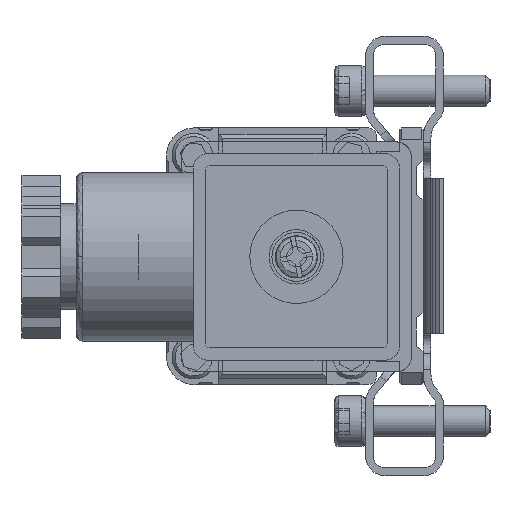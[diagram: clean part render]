
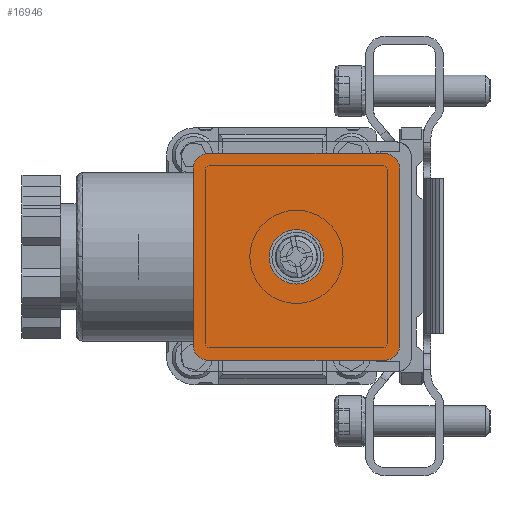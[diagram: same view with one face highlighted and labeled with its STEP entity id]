
A CAD part, left-side view. The second image highlights one B-rep face of the part: STEP entity #16946.
In plain terms, the highlighted planar face has unit normal (-1, 0, 0).
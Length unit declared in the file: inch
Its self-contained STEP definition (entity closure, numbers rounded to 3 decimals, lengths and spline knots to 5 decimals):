
#35 = EDGE_CURVE ( 'NONE', #28283, #71, #29971, .T. ) ;
#71 = VERTEX_POINT ( 'NONE', #22209 ) ;
#267 = VECTOR ( 'NONE', #11733, 39.37008 ) ;
#434 = ORIENTED_EDGE ( 'NONE', *, *, #1287, .F. ) ;
#761 = ORIENTED_EDGE ( 'NONE', *, *, #28152, .F. ) ;
#924 = CARTESIAN_POINT ( 'NONE',  ( -1.07087, 1.16535, 1.17007 ) ) ;
#1287 = EDGE_CURVE ( 'NONE', #6787, #4150, #9259, .T. ) ;
#1361 = DIRECTION ( 'NONE',  ( 0., 0., 1. ) ) ;
#1669 = AXIS2_PLACEMENT_3D ( 'NONE', #9653, #9793, #19258 ) ;
#2375 = CARTESIAN_POINT ( 'NONE',  ( -1.07087, 1.08661, 0.20156 ) ) ;
#2556 = AXIS2_PLACEMENT_3D ( 'NONE', #10261, #3112, #19879 ) ;
#2635 = CARTESIAN_POINT ( 'NONE',  ( -1.07087, 0.11811, 0.20156 ) ) ;
#2823 = DIRECTION ( 'NONE',  ( 0., -1., 0. ) ) ;
#2854 = EDGE_CURVE ( 'NONE', #30322, #9417, #22060, .T. ) ;
#2922 = CARTESIAN_POINT ( 'NONE',  ( -1.07087, 1.16535, 0.12282 ) ) ;
#3112 = DIRECTION ( 'NONE',  ( 1., 0., 0. ) ) ;
#3516 = ORIENTED_EDGE ( 'NONE', *, *, #30183, .F. ) ;
#3574 = CIRCLE ( 'NONE', #9057, 0.07874 ) ;
#3796 = ORIENTED_EDGE ( 'NONE', *, *, #22132, .F. ) ;
#4013 = VECTOR ( 'NONE', #12408, 39.37008 ) ;
#4150 = VERTEX_POINT ( 'NONE', #2635 ) ;
#4395 = CIRCLE ( 'NONE', #5871, 0.07874 ) ;
#5172 = ORIENTED_EDGE ( 'NONE', *, *, #28921, .F. ) ;
#5398 = LINE ( 'NONE', #2922, #4013 ) ;
#5871 = AXIS2_PLACEMENT_3D ( 'NONE', #2375, #11558, #18999 ) ;
#6787 = VERTEX_POINT ( 'NONE', #15561 ) ;
#7066 = CARTESIAN_POINT ( 'NONE',  ( -1.07087, 0.64173, 0.64645 ) ) ;
#7383 = VERTEX_POINT ( 'NONE', #19492 ) ;
#7564 = DIRECTION ( 'NONE',  ( 1., 0., 0. ) ) ;
#8134 = AXIS2_PLACEMENT_3D ( 'NONE', #7066, #26007, #19318 ) ;
#8183 = EDGE_CURVE ( 'NONE', #7383, #7383, #19046, .T. ) ;
#8214 = VECTOR ( 'NONE', #26883, 39.37008 ) ;
#8409 = CARTESIAN_POINT ( 'NONE',  ( -1.07087, 1.16535, 0.12282 ) ) ;
#8807 = CARTESIAN_POINT ( 'NONE',  ( -1.07087, 1.16535, 0.20156 ) ) ;
#9057 = AXIS2_PLACEMENT_3D ( 'NONE', #9753, #7564, #24323 ) ;
#9259 = LINE ( 'NONE', #26009, #267 ) ;
#9417 = VERTEX_POINT ( 'NONE', #10620 ) ;
#9653 = CARTESIAN_POINT ( 'NONE',  ( -1.07087, 0.19685, 0.20156 ) ) ;
#9753 = CARTESIAN_POINT ( 'NONE',  ( -1.07087, 1.08661, 1.09133 ) ) ;
#9793 = DIRECTION ( 'NONE',  ( 1., 0., 0. ) ) ;
#10261 = CARTESIAN_POINT ( 'NONE',  ( -1.07087, 0.19685, 1.09133 ) ) ;
#10620 = CARTESIAN_POINT ( 'NONE',  ( -1.07087, 0.19685, 1.17007 ) ) ;
#10857 = CARTESIAN_POINT ( 'NONE',  ( -1.07087, 1.08661, 1.17007 ) ) ;
#11558 = DIRECTION ( 'NONE',  ( 1., 0., 0. ) ) ;
#11733 = DIRECTION ( 'NONE',  ( 0., 0., -1. ) ) ;
#12408 = DIRECTION ( 'NONE',  ( 0., 1., 0. ) ) ;
#12852 = VECTOR ( 'NONE', #2823, 39.37008 ) ;
#14088 = ORIENTED_EDGE ( 'NONE', *, *, #24477, .F. ) ;
#15203 = CARTESIAN_POINT ( 'NONE',  ( -1.07087, 1.16535, 0.12282 ) ) ;
#15561 = CARTESIAN_POINT ( 'NONE',  ( -1.07087, 0.11811, 1.09133 ) ) ;
#16946 = ADVANCED_FACE ( 'NONE', ( #29948, #19868 ), #20466, .F. ) ;
#18034 = CIRCLE ( 'NONE', #1669, 0.07874 ) ;
#18999 = DIRECTION ( 'NONE',  ( 0., -1., 0. ) ) ;
#19046 = CIRCLE ( 'NONE', #8134, 0.1378 ) ;
#19203 = ORIENTED_EDGE ( 'NONE', *, *, #8183, .F. ) ;
#19258 = DIRECTION ( 'NONE',  ( 0., -1., 0. ) ) ;
#19318 = DIRECTION ( 'NONE',  ( 0., 0., -1. ) ) ;
#19492 = CARTESIAN_POINT ( 'NONE',  ( -1.07087, 0.64173, 0.50865 ) ) ;
#19868 = FACE_BOUND ( 'NONE', #23775, .T. ) ;
#19879 = DIRECTION ( 'NONE',  ( 0., -1., 0. ) ) ;
#20466 = PLANE ( 'NONE',  #21319 ) ;
#20734 = ORIENTED_EDGE ( 'NONE', *, *, #35, .F. ) ;
#21319 = AXIS2_PLACEMENT_3D ( 'NONE', #15203, #24666, #1361 ) ;
#22060 = LINE ( 'NONE', #924, #12852 ) ;
#22132 = EDGE_CURVE ( 'NONE', #71, #30322, #3574, .T. ) ;
#22209 = CARTESIAN_POINT ( 'NONE',  ( -1.07087, 1.16535, 1.09133 ) ) ;
#22989 = CARTESIAN_POINT ( 'NONE',  ( -1.07087, 0.19685, 0.12282 ) ) ;
#23068 = CARTESIAN_POINT ( 'NONE',  ( -1.07087, 1.08661, 0.12282 ) ) ;
#23775 = EDGE_LOOP ( 'NONE', ( #19203 ) ) ;
#23820 = VERTEX_POINT ( 'NONE', #22989 ) ;
#24052 = VERTEX_POINT ( 'NONE', #23068 ) ;
#24323 = DIRECTION ( 'NONE',  ( 0., -1., 0. ) ) ;
#24477 = EDGE_CURVE ( 'NONE', #24052, #28283, #4395, .T. ) ;
#24666 = DIRECTION ( 'NONE',  ( 1., 0., 0. ) ) ;
#25360 = CIRCLE ( 'NONE', #2556, 0.07874 ) ;
#26007 = DIRECTION ( 'NONE',  ( -1., 0., 0. ) ) ;
#26009 = CARTESIAN_POINT ( 'NONE',  ( -1.07087, 0.11811, 0.12282 ) ) ;
#26883 = DIRECTION ( 'NONE',  ( 0., 0., 1. ) ) ;
#28152 = EDGE_CURVE ( 'NONE', #23820, #24052, #5398, .T. ) ;
#28283 = VERTEX_POINT ( 'NONE', #8807 ) ;
#28443 = EDGE_LOOP ( 'NONE', ( #761, #3516, #434, #5172, #29473, #3796, #20734, #14088 ) ) ;
#28921 = EDGE_CURVE ( 'NONE', #9417, #6787, #25360, .T. ) ;
#29473 = ORIENTED_EDGE ( 'NONE', *, *, #2854, .F. ) ;
#29948 = FACE_OUTER_BOUND ( 'NONE', #28443, .T. ) ;
#29971 = LINE ( 'NONE', #8409, #8214 ) ;
#30183 = EDGE_CURVE ( 'NONE', #4150, #23820, #18034, .T. ) ;
#30322 = VERTEX_POINT ( 'NONE', #10857 ) ;
